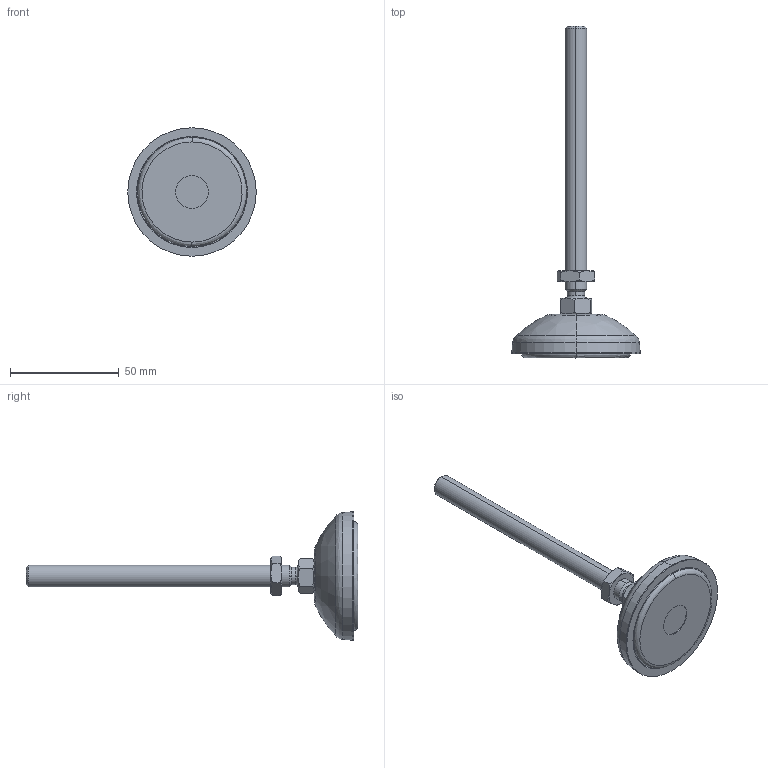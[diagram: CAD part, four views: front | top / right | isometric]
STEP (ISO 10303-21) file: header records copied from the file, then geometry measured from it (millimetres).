
FILE_DESCRIPTION (( 'STEP AP203' ), '1' );
FILE_NAME ('A60.00.60.03 Nylon swivel feet 60 - M10 x 125.STEP', '2018-09-28T13:16:24', ( '' ), ( '' ), 'SwSTEP 2.0', 'SolidWorks 2015', '' );
FILE_SCHEMA (( 'CONFIG_CONTROL_DESIGN' ));
Length unit declared in the file: inch
Products named in the file (2): A60.00.60.03 Nylon swivel feet 60 - M10 x 125
Bounding box: 59 x 152.5 x 59 mm (x, y, z)
Volume: 45918.9 mm3; surface area: 21338.5 mm2
Topology: 4 solids, 4 shells, 233 faces, 592 edges, 366 vertices
Faces by surface type: bspline 93, plane 53, cone 50, cylinder 37
Entity records: 10295 total; most frequent: CARTESIAN_POINT 5231, ORIENTED_EDGE 1168, DIRECTION 863, EDGE_CURVE 584, AXIS2_PLACEMENT_3D 378, VERTEX_POINT 366, EDGE_LOOP 242, CIRCLE 236
